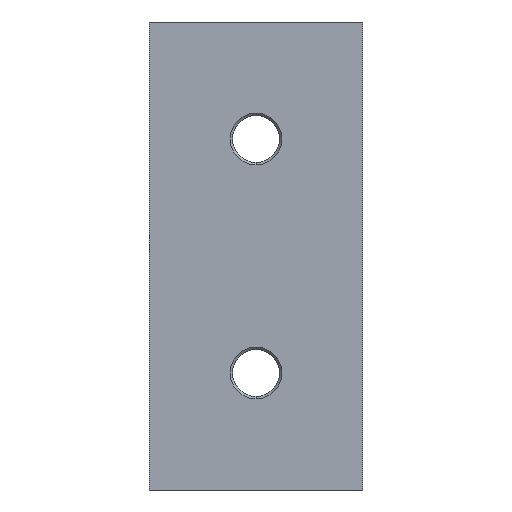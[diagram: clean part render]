
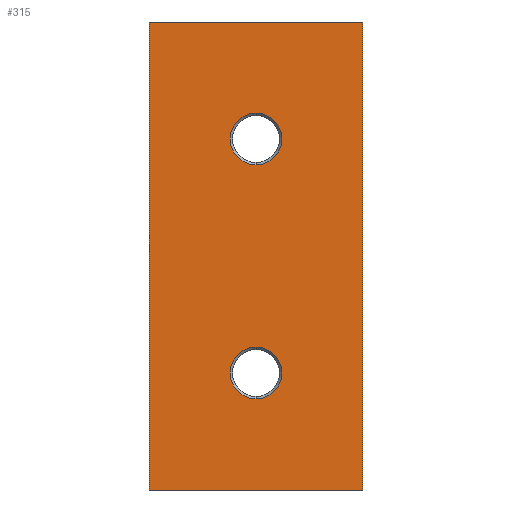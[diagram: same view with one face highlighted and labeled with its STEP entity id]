
A CAD part, front view. The second image highlights one B-rep face of the part: STEP entity #315.
In plain terms, the highlighted planar face has unit normal (0, -1, 0).
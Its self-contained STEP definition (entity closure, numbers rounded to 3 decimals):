
#14 = VECTOR ( 'NONE', #81, 1000. ) ;
#39 = CIRCLE ( 'NONE', #102, 5. ) ;
#75 = AXIS2_PLACEMENT_3D ( 'NONE', #433, #180, #98 ) ;
#76 = DIRECTION ( 'NONE',  ( 0., 1., 0. ) ) ;
#81 = DIRECTION ( 'NONE',  ( 0., 0., -1. ) ) ;
#83 = DIRECTION ( 'NONE',  ( 0., 0., -1. ) ) ;
#98 = DIRECTION ( 'NONE',  ( 0., 0., 1. ) ) ;
#102 = AXIS2_PLACEMENT_3D ( 'NONE', #406, #331, #325 ) ;
#114 = AXIS2_PLACEMENT_3D ( 'NONE', #723, #718, #799 ) ;
#116 = EDGE_LOOP ( 'NONE', ( #980, #753 ) ) ;
#145 = VERTEX_POINT ( 'NONE', #775 ) ;
#152 = CARTESIAN_POINT ( 'NONE',  ( -20.5, 0., 90. ) ) ;
#180 = DIRECTION ( 'NONE',  ( 0., 1., 0. ) ) ;
#204 = DIRECTION ( 'NONE',  ( 0., 1., 0. ) ) ;
#237 = LINE ( 'NONE', #152, #14 ) ;
#257 = EDGE_CURVE ( 'NONE', #145, #769, #693, .T. ) ;
#258 = EDGE_CURVE ( 'NONE', #850, #795, #259, .T. ) ;
#259 = CIRCLE ( 'NONE', #114, 5. ) ;
#265 = EDGE_CURVE ( 'NONE', #536, #612, #39, .T. ) ;
#275 = EDGE_CURVE ( 'NONE', #769, #485, #237, .T. ) ;
#280 = EDGE_CURVE ( 'NONE', #557, #485, #674, .T. ) ;
#282 = EDGE_CURVE ( 'NONE', #145, #557, #466, .T. ) ;
#315 = ADVANCED_FACE ( 'NONE', ( #1050, #375, #989 ), #333, .F. ) ;
#325 = DIRECTION ( 'NONE',  ( 0., 0., 1. ) ) ;
#327 = CIRCLE ( 'NONE', #1017, 5. ) ;
#331 = DIRECTION ( 'NONE',  ( 0., 1., 0. ) ) ;
#333 = PLANE ( 'NONE',  #75 ) ;
#347 = ORIENTED_EDGE ( 'NONE', *, *, #257, .T. ) ;
#353 = ORIENTED_EDGE ( 'NONE', *, *, #280, .F. ) ;
#375 = FACE_BOUND ( 'NONE', #668, .T. ) ;
#406 = CARTESIAN_POINT ( 'NONE',  ( 0., 0., 22.5 ) ) ;
#424 = DIRECTION ( 'NONE',  ( -1., 0., 0. ) ) ;
#433 = CARTESIAN_POINT ( 'NONE',  ( 20.5, 0., 90. ) ) ;
#440 = VECTOR ( 'NONE', #83, 1000. ) ;
#448 = CARTESIAN_POINT ( 'NONE',  ( -20.5, 0., 0. ) ) ;
#454 = ORIENTED_EDGE ( 'NONE', *, *, #265, .T. ) ;
#466 = LINE ( 'NONE', #790, #440 ) ;
#484 = EDGE_LOOP ( 'NONE', ( #867, #353, #683, #347 ) ) ;
#485 = VERTEX_POINT ( 'NONE', #448 ) ;
#524 = EDGE_CURVE ( 'NONE', #612, #536, #327, .T. ) ;
#536 = VERTEX_POINT ( 'NONE', #843 ) ;
#557 = VERTEX_POINT ( 'NONE', #568 ) ;
#568 = CARTESIAN_POINT ( 'NONE',  ( 20.5, 0., 0. ) ) ;
#580 = CARTESIAN_POINT ( 'NONE',  ( 0., 0., 67.5 ) ) ;
#590 = DIRECTION ( 'NONE',  ( -1., 0., 0. ) ) ;
#593 = EDGE_CURVE ( 'NONE', #795, #850, #836, .T. ) ;
#612 = VERTEX_POINT ( 'NONE', #797 ) ;
#624 = CARTESIAN_POINT ( 'NONE',  ( 0., 0., 72.5 ) ) ;
#656 = DIRECTION ( 'NONE',  ( 0., 0., 1. ) ) ;
#668 = EDGE_LOOP ( 'NONE', ( #871, #454 ) ) ;
#674 = LINE ( 'NONE', #1065, #874 ) ;
#683 = ORIENTED_EDGE ( 'NONE', *, *, #282, .F. ) ;
#693 = LINE ( 'NONE', #880, #905 ) ;
#694 = CARTESIAN_POINT ( 'NONE',  ( 0., 0., 22.5 ) ) ;
#718 = DIRECTION ( 'NONE',  ( 0., 1., 0. ) ) ;
#723 = CARTESIAN_POINT ( 'NONE',  ( 0., 0., 67.5 ) ) ;
#753 = ORIENTED_EDGE ( 'NONE', *, *, #258, .T. ) ;
#758 = DIRECTION ( 'NONE',  ( 0., 0., 1. ) ) ;
#769 = VERTEX_POINT ( 'NONE', #1003 ) ;
#775 = CARTESIAN_POINT ( 'NONE',  ( 20.5, 0., 90. ) ) ;
#790 = CARTESIAN_POINT ( 'NONE',  ( 20.5, 0., 90. ) ) ;
#795 = VERTEX_POINT ( 'NONE', #928 ) ;
#797 = CARTESIAN_POINT ( 'NONE',  ( 0., 0., 17.5 ) ) ;
#799 = DIRECTION ( 'NONE',  ( 0., 0., 1. ) ) ;
#836 = CIRCLE ( 'NONE', #953, 5. ) ;
#843 = CARTESIAN_POINT ( 'NONE',  ( 0., 0., 27.5 ) ) ;
#850 = VERTEX_POINT ( 'NONE', #624 ) ;
#867 = ORIENTED_EDGE ( 'NONE', *, *, #275, .T. ) ;
#871 = ORIENTED_EDGE ( 'NONE', *, *, #524, .T. ) ;
#874 = VECTOR ( 'NONE', #424, 1000. ) ;
#880 = CARTESIAN_POINT ( 'NONE',  ( 20.5, 0., 90. ) ) ;
#905 = VECTOR ( 'NONE', #590, 1000. ) ;
#928 = CARTESIAN_POINT ( 'NONE',  ( 0., 0., 62.5 ) ) ;
#953 = AXIS2_PLACEMENT_3D ( 'NONE', #580, #76, #656 ) ;
#980 = ORIENTED_EDGE ( 'NONE', *, *, #593, .T. ) ;
#989 = FACE_OUTER_BOUND ( 'NONE', #484, .T. ) ;
#1003 = CARTESIAN_POINT ( 'NONE',  ( -20.5, 0., 90. ) ) ;
#1017 = AXIS2_PLACEMENT_3D ( 'NONE', #694, #204, #758 ) ;
#1050 = FACE_BOUND ( 'NONE', #116, .T. ) ;
#1065 = CARTESIAN_POINT ( 'NONE',  ( 20.5, 0., 0. ) ) ;
